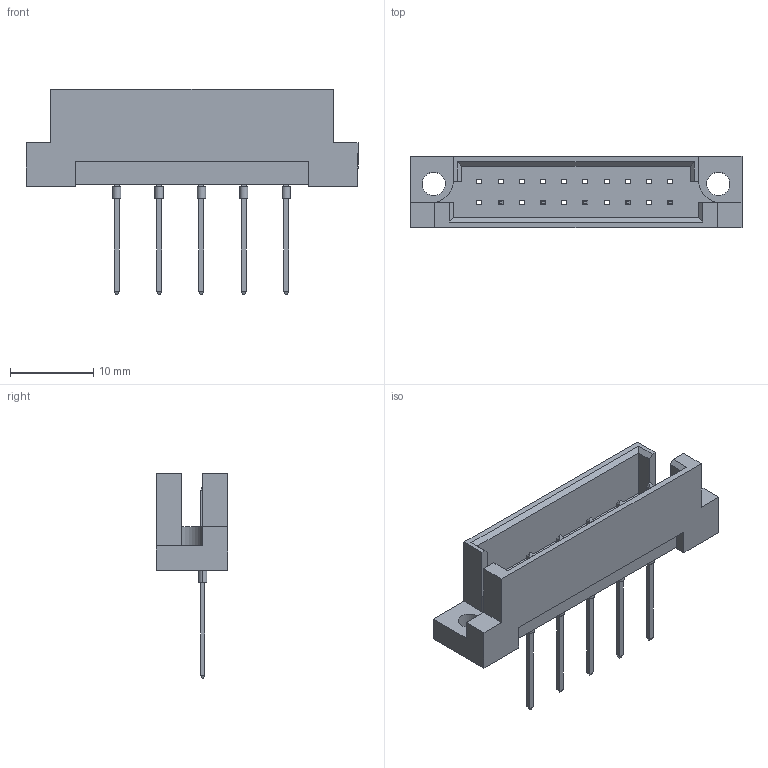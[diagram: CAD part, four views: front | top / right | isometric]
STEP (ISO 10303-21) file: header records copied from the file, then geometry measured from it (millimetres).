
FILE_DESCRIPTION (( 'STEP AP203' ), '1' );
FILE_NAME ('461-105-280-121.STEP', '2019-11-11T12:47:26', ( '' ), ( '' ), 'SwSTEP 2.0', 'SolidWorks 2020', '' );
FILE_SCHEMA (( 'CONFIG_CONTROL_DESIGN' ));
Length unit declared in the file: millimetre
Products named in the file (3): 461-290_80; 461-105-280-121; 461 Part_20
Assembly tree (6 placements, depth 2):
  461-105-280-121
    461 Part_20
    461-290_80  x5
Bounding box: 39.8 x 8.6 x 24.6 mm (x, y, z)
Volume: 1942.4 mm3; surface area: 2600.7 mm2
Topology: 6 solids, 6 shells, 238 faces, 596 edges, 380 vertices
Faces by surface type: plane 222, cylinder 16
Entity records: 5173 total; most frequent: CARTESIAN_POINT 839, ORIENTED_EDGE 824, DIRECTION 746, EDGE_CURVE 412, VECTOR 396, LINE 396, VERTEX_POINT 268, EDGE_LOOP 196
